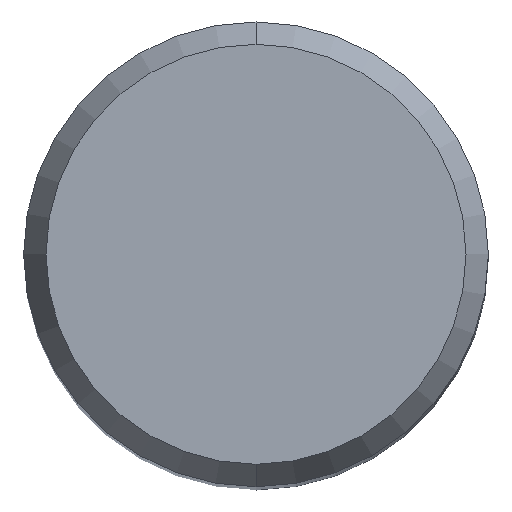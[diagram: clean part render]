
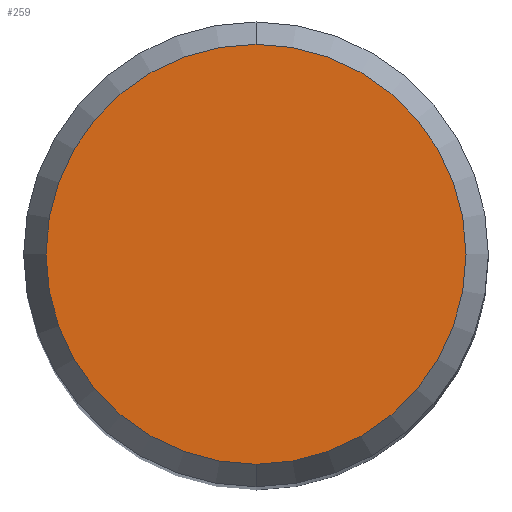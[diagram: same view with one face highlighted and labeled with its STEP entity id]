
A CAD part, top view. The second image highlights one B-rep face of the part: STEP entity #259.
In plain terms, the highlighted planar face has unit normal (0, 0, 1).
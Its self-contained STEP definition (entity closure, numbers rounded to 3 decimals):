
#135=VERTEX_POINT('',#338);
#163=EDGE_CURVE('',#213,#135,#368,.T.);
#189=EDGE_CURVE('',#135,#213,#399,.T.);
#213=VERTEX_POINT('',#429);
#259=ADVANCED_FACE('',(#480),#481,.T.);
#338=CARTESIAN_POINT('',(0.,-4.304,0.01));
#368=CIRCLE('',#605,4.304);
#399=CIRCLE('',#645,4.304);
#429=CARTESIAN_POINT('',(0.0,4.304,0.01));
#480=FACE_OUTER_BOUND('',#744,.T.);
#481=PLANE('',#745);
#605=AXIS2_PLACEMENT_3D('',#851,#852,#853);
#645=AXIS2_PLACEMENT_3D('',#900,#901,#902);
#744=EDGE_LOOP('',(#1016,#1017));
#745=AXIS2_PLACEMENT_3D('',#1018,#1019,#1020);
#851=CARTESIAN_POINT('',(0.0,0.0,0.01));
#852=DIRECTION('',(0.0,0.0,-1.0));
#853=DIRECTION('',(0.0,1.0,0.0));
#900=CARTESIAN_POINT('',(0.0,0.0,0.01));
#901=DIRECTION('',(0.0,0.0,-1.0));
#902=DIRECTION('',(0.0,1.0,0.0));
#1016=ORIENTED_EDGE('',*,*,#163,.F.);
#1017=ORIENTED_EDGE('',*,*,#189,.F.);
#1018=CARTESIAN_POINT('',(0.0,2.152,0.01));
#1019=DIRECTION('',(-0.0,0.0,1.0));
#1020=DIRECTION('',(0.0,-1.0,0.0));
